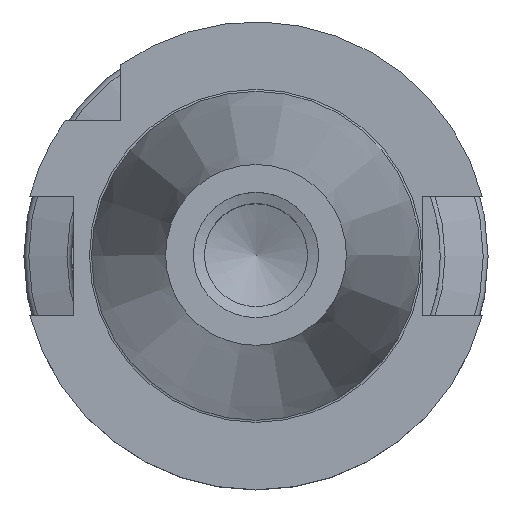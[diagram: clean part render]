
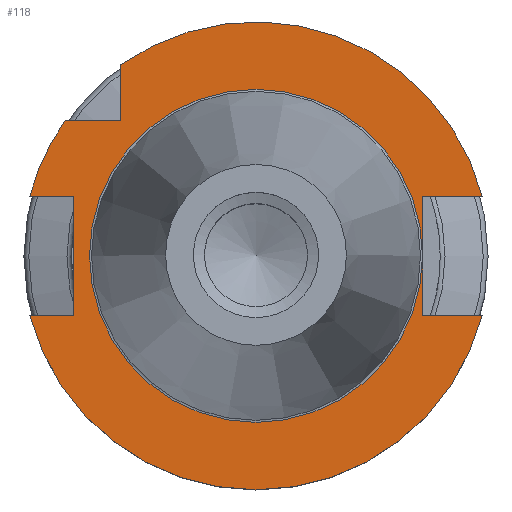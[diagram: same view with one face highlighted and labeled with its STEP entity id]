
A CAD part, top view. The second image highlights one B-rep face of the part: STEP entity #118.
In plain terms, the highlighted planar face has unit normal (0, 0, 1).
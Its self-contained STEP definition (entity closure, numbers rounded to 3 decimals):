
#118=ADVANCED_FACE('',(#188),#163,.F.);
#163=PLANE('',#906);
#188=FACE_OUTER_BOUND('',#228,.T.);
#228=EDGE_LOOP('',(#360,#361,#362,#363,#364,#365,#366,#367,#368,#369,#370,
#371,#372));
#293=CIRCLE('',#894,31.75);
#295=CIRCLE('',#897,31.75);
#297=CIRCLE('',#900,31.75);
#300=CIRCLE('',#905,22.6);
#360=ORIENTED_EDGE('',*,*,#664,.F.);
#361=ORIENTED_EDGE('',*,*,#665,.T.);
#362=ORIENTED_EDGE('',*,*,#666,.T.);
#363=ORIENTED_EDGE('',*,*,#667,.T.);
#364=ORIENTED_EDGE('',*,*,#668,.T.);
#365=ORIENTED_EDGE('',*,*,#655,.T.);
#366=ORIENTED_EDGE('',*,*,#669,.T.);
#367=ORIENTED_EDGE('',*,*,#670,.F.);
#368=ORIENTED_EDGE('',*,*,#659,.F.);
#369=ORIENTED_EDGE('',*,*,#671,.F.);
#370=ORIENTED_EDGE('',*,*,#672,.F.);
#371=ORIENTED_EDGE('',*,*,#673,.T.);
#372=ORIENTED_EDGE('',*,*,#651,.F.);
#570=VERTEX_POINT('',#1271);
#572=VERTEX_POINT('',#1275);
#573=VERTEX_POINT('',#1279);
#576=VERTEX_POINT('',#1284);
#578=VERTEX_POINT('',#1289);
#580=VERTEX_POINT('',#1293);
#585=VERTEX_POINT('',#1306);
#586=VERTEX_POINT('',#1308);
#587=VERTEX_POINT('',#1311);
#588=VERTEX_POINT('',#1314);
#589=VERTEX_POINT('',#1317);
#590=VERTEX_POINT('',#1319);
#651=EDGE_CURVE('',#572,#570,#293,.T.);
#655=EDGE_CURVE('',#573,#576,#295,.T.);
#659=EDGE_CURVE('',#580,#578,#297,.T.);
#664=EDGE_CURVE('',#585,#572,#763,.T.);
#665=EDGE_CURVE('',#585,#586,#764,.T.);
#666=EDGE_CURVE('',#586,#586,#300,.T.);
#667=EDGE_CURVE('',#586,#587,#765,.T.);
#668=EDGE_CURVE('',#587,#573,#766,.T.);
#669=EDGE_CURVE('',#576,#588,#767,.T.);
#670=EDGE_CURVE('',#578,#588,#768,.T.);
#671=EDGE_CURVE('',#589,#580,#769,.T.);
#672=EDGE_CURVE('',#590,#589,#770,.T.);
#673=EDGE_CURVE('',#590,#570,#771,.T.);
#763=LINE('',#1305,#819);
#764=LINE('',#1307,#820);
#765=LINE('',#1310,#821);
#766=LINE('',#1312,#822);
#767=LINE('',#1313,#823);
#768=LINE('',#1315,#824);
#769=LINE('',#1316,#825);
#770=LINE('',#1318,#826);
#771=LINE('',#1320,#827);
#819=VECTOR('',#1045,1.);
#820=VECTOR('',#1046,1.);
#821=VECTOR('',#1049,1.);
#822=VECTOR('',#1050,1.);
#823=VECTOR('',#1051,1.);
#824=VECTOR('',#1052,1.);
#825=VECTOR('',#1053,1.);
#826=VECTOR('',#1054,1.);
#827=VECTOR('',#1055,1.);
#894=AXIS2_PLACEMENT_3D('',#1276,#1017,#1018);
#897=AXIS2_PLACEMENT_3D('',#1285,#1025,#1026);
#900=AXIS2_PLACEMENT_3D('',#1294,#1033,#1034);
#905=AXIS2_PLACEMENT_3D('',#1309,#1047,#1048);
#906=AXIS2_PLACEMENT_3D('',#1321,#1056,#1057);
#1017=DIRECTION('',(0.,0.,-1.));
#1018=DIRECTION('',(-1.,0.,0.));
#1025=DIRECTION('',(0.,0.,1.));
#1026=DIRECTION('',(-1.,0.,0.));
#1033=DIRECTION('',(0.,0.,-1.));
#1034=DIRECTION('',(-1.,0.,0.));
#1045=DIRECTION('',(1.,0.,0.));
#1046=DIRECTION('',(0.,1.,0.));
#1047=DIRECTION('',(0.,0.,-1.));
#1048=DIRECTION('',(-1.,0.,0.));
#1049=DIRECTION('',(0.,1.,0.));
#1050=DIRECTION('',(1.,0.,0.));
#1051=DIRECTION('',(0.,-1.,0.));
#1052=DIRECTION('',(1.,0.,0.));
#1053=DIRECTION('',(-1.,0.,0.));
#1054=DIRECTION('',(0.,1.,0.));
#1055=DIRECTION('',(-1.,0.,0.));
#1056=DIRECTION('',(0.,0.,-1.));
#1057=DIRECTION('',(-1.,0.,0.));
#1271=CARTESIAN_POINT('',(-30.701,-8.095,-3.2));
#1275=CARTESIAN_POINT('',(30.701,-8.095,-3.2));
#1276=CARTESIAN_POINT('',(0.,0.,-3.2));
#1279=CARTESIAN_POINT('',(30.701,8.095,-3.2));
#1284=CARTESIAN_POINT('',(-18.35,25.91,-3.2));
#1285=CARTESIAN_POINT('',(0.,0.,-3.2));
#1289=CARTESIAN_POINT('',(-25.91,18.35,-3.2));
#1293=CARTESIAN_POINT('',(-30.701,8.095,-3.2));
#1294=CARTESIAN_POINT('',(0.,0.,-3.2));
#1305=CARTESIAN_POINT('',(0.,-8.095,-3.2));
#1306=CARTESIAN_POINT('',(22.6,-8.095,-3.2));
#1307=CARTESIAN_POINT('',(22.6,22.,-3.2));
#1308=CARTESIAN_POINT('',(22.6,0.,-3.2));
#1309=CARTESIAN_POINT('',(0.,0.,-3.2));
#1310=CARTESIAN_POINT('',(22.6,22.,-3.2));
#1311=CARTESIAN_POINT('',(22.6,8.095,-3.2));
#1312=CARTESIAN_POINT('',(41.75,8.095,-3.2));
#1313=CARTESIAN_POINT('',(-18.35,22.,-3.2));
#1314=CARTESIAN_POINT('',(-18.35,18.35,-3.2));
#1315=CARTESIAN_POINT('',(0.,18.35,-3.2));
#1316=CARTESIAN_POINT('',(0.,8.095,-3.2));
#1317=CARTESIAN_POINT('',(-24.8,8.095,-3.2));
#1318=CARTESIAN_POINT('',(-24.8,22.,-3.2));
#1319=CARTESIAN_POINT('',(-24.8,-8.095,-3.2));
#1320=CARTESIAN_POINT('',(-41.75,-8.095,-3.2));
#1321=CARTESIAN_POINT('',(0.,22.,-3.2));
